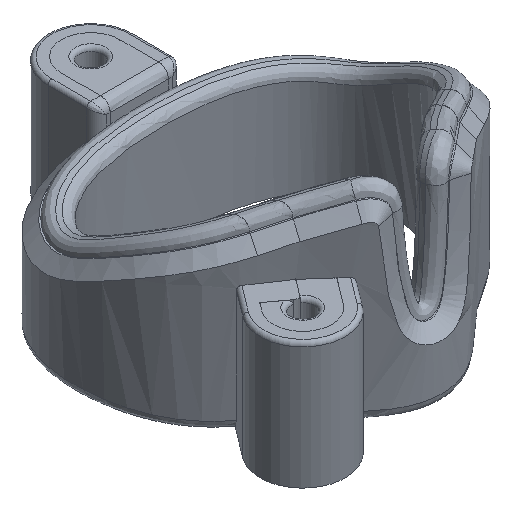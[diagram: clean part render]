
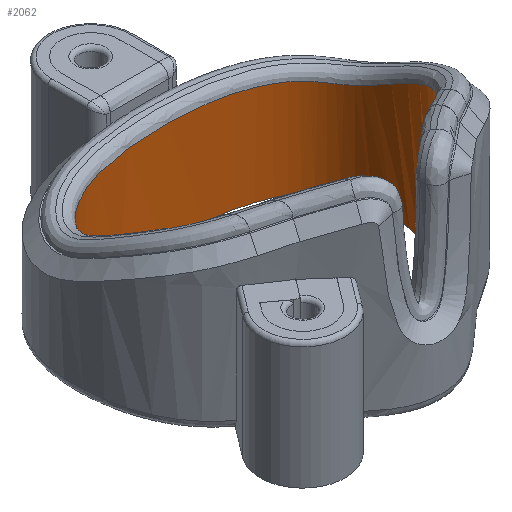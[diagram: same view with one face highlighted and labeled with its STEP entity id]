
A CAD part, isometric view. The second image highlights one B-rep face of the part: STEP entity #2062.
In plain terms, the highlighted free-form (B-spline) face has degree [3, 1] with [19, 2] control points.
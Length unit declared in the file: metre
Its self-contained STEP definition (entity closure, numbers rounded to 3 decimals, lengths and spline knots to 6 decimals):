
#259=B_SPLINE_CURVE_WITH_KNOTS('',3,(#5574,#5575,#5576,#5577,#5578,#5579,
#5580,#5581,#5582,#5583,#5584,#5585,#5586,#5587,#5588,#5589,#5590,#5591,
#5592,#5593,#5594,#5595,#5596,#5597,#5598,#5599,#5600,#5601,#5602),
 .UNSPECIFIED.,.F.,.F.,(4,1,1,1,1,1,1,1,1,1,1,1,1,1,1,1,1,1,1,1,1,1,1,1,
1,1,4),(0.,0.001871,0.003741,0.007483,0.009354,
0.011224,0.013095,0.014966,0.016836,
0.018707,0.020578,0.022449,0.02619,
0.029932,0.033673,0.037414,0.039285,
0.041156,0.043027,0.044897,0.046768,
0.048639,0.050509,0.05238,0.056122,
0.057992,0.059863),.UNSPECIFIED.);
#260=B_SPLINE_CURVE_WITH_KNOTS('',3,(#5606,#5607,#5608,#5609,#5610,#5611,
#5612,#5613,#5614,#5615,#5616,#5617,#5618),.UNSPECIFIED.,.T.,.F.,(1,3,1,
1,1,1,1,1,1,1,1,3,1),(-0.123861,0.,0.123861,0.216091,
0.308321,0.401805,0.5,0.598195,0.691679,
0.783909,0.876139,1.,1.123861),.UNSPECIFIED.);
#730=ORIENTED_EDGE('',*,*,#1156,.F.);
#731=ORIENTED_EDGE('',*,*,#1157,.T.);
#732=ORIENTED_EDGE('',*,*,#1158,.T.);
#733=ORIENTED_EDGE('',*,*,#1159,.F.);
#1156=EDGE_CURVE('',#1392,#1393,#1538,.T.);
#1157=EDGE_CURVE('',#1392,#1394,#259,.T.);
#1158=EDGE_CURVE('',#1394,#1395,#1539,.T.);
#1159=EDGE_CURVE('',#1393,#1395,#260,.T.);
#1392=VERTEX_POINT('',#5572);
#1393=VERTEX_POINT('',#5573);
#1394=VERTEX_POINT('',#5603);
#1395=VERTEX_POINT('',#5605);
#1538=LINE('',#5571,#1653);
#1539=LINE('',#5604,#1654);
#1653=VECTOR('',#2536,1.);
#1654=VECTOR('',#2537,1.);
#1770=EDGE_LOOP('',(#730,#731,#732,#733));
#1900=FACE_BOUND('',#1770,.T.);
#1973=B_SPLINE_SURFACE_WITH_KNOTS('',3,1,((#5533,#5534),(#5535,#5536),(#5537,
#5538),(#5539,#5540),(#5541,#5542),(#5543,#5544),(#5545,#5546),(#5547,#5548),
(#5549,#5550),(#5551,#5552),(#5553,#5554),(#5555,#5556),(#5557,#5558),(#5559,
#5560),(#5561,#5562),(#5563,#5564),(#5565,#5566),(#5567,#5568),(#5569,#5570)),
 .SURF_OF_LINEAR_EXTRUSION.,.F.,.F.,.F.,(4,1,1,1,1,1,1,1,1,1,1,1,1,1,1,
1,4),(2,2),(0.673805,0.714579,0.755353,0.796128,
0.836902,0.877677,0.918451,0.959226,
1.,1.040774,1.081549,1.122323,1.163098,
1.203872,1.244647,1.285421,1.326195),(0.,
1.),.UNSPECIFIED.);
#2062=ADVANCED_FACE('',(#1900),#1973,.T.);
#2536=DIRECTION('',(0.,0.,-1.));
#2537=DIRECTION('',(0.,0.,-1.));
#5533=CARTESIAN_POINT('',(0.01117,-0.005298,0.016104));
#5534=CARTESIAN_POINT('',(0.01117,-0.005298,0.));
#5535=CARTESIAN_POINT('',(0.011899,-0.004672,0.016104));
#5536=CARTESIAN_POINT('',(0.011899,-0.004672,0.));
#5537=CARTESIAN_POINT('',(0.01311,-0.003165,0.016104));
#5538=CARTESIAN_POINT('',(0.01311,-0.003165,0.));
#5539=CARTESIAN_POINT('',(0.014092,-0.000154,0.016104));
#5540=CARTESIAN_POINT('',(0.014092,-0.000154,0.));
#5541=CARTESIAN_POINT('',(0.014374,0.003124,0.016104));
#5542=CARTESIAN_POINT('',(0.014374,0.003124,0.));
#5543=CARTESIAN_POINT('',(0.013899,0.006284,0.016104));
#5544=CARTESIAN_POINT('',(0.013899,0.006284,0.));
#5545=CARTESIAN_POINT('',(0.012226,0.008917,0.016104));
#5546=CARTESIAN_POINT('',(0.012226,0.008917,0.));
#5547=CARTESIAN_POINT('',(0.009003,0.010633,0.016104));
#5548=CARTESIAN_POINT('',(0.009003,0.010633,0.));
#5549=CARTESIAN_POINT('',(0.004758,0.011568,0.016104));
#5550=CARTESIAN_POINT('',(0.004758,0.011568,0.));
#5551=CARTESIAN_POINT('',(0.,0.011838,0.016104));
#5552=CARTESIAN_POINT('',(0.,0.011838,0.));
#5553=CARTESIAN_POINT('',(-0.004758,0.011568,0.016104));
#5554=CARTESIAN_POINT('',(-0.004758,0.011568,0.));
#5555=CARTESIAN_POINT('',(-0.009003,0.010633,0.016104));
#5556=CARTESIAN_POINT('',(-0.009003,0.010633,0.));
#5557=CARTESIAN_POINT('',(-0.012226,0.008917,0.016104));
#5558=CARTESIAN_POINT('',(-0.012226,0.008917,0.));
#5559=CARTESIAN_POINT('',(-0.013899,0.006284,0.016104));
#5560=CARTESIAN_POINT('',(-0.013899,0.006284,0.));
#5561=CARTESIAN_POINT('',(-0.014374,0.003124,0.016104));
#5562=CARTESIAN_POINT('',(-0.014374,0.003124,0.));
#5563=CARTESIAN_POINT('',(-0.014092,-0.000154,0.016104));
#5564=CARTESIAN_POINT('',(-0.014092,-0.000154,0.));
#5565=CARTESIAN_POINT('',(-0.01311,-0.003165,0.016104));
#5566=CARTESIAN_POINT('',(-0.01311,-0.003165,0.));
#5567=CARTESIAN_POINT('',(-0.011899,-0.004672,0.016104));
#5568=CARTESIAN_POINT('',(-0.011899,-0.004672,0.));
#5569=CARTESIAN_POINT('',(-0.01117,-0.005298,0.016104));
#5570=CARTESIAN_POINT('',(-0.01117,-0.005298,0.));
#5571=CARTESIAN_POINT('',(0.01117,-0.005298,0.022));
#5572=CARTESIAN_POINT('',(0.01117,-0.005298,0.016008));
#5573=CARTESIAN_POINT('',(0.01117,-0.005298,0.));
#5574=CARTESIAN_POINT('',(0.01117,-0.005298,0.016008));
#5575=CARTESIAN_POINT('',(0.01162,-0.004912,0.015812));
#5576=CARTESIAN_POINT('',(0.012419,-0.004063,0.015357));
#5577=CARTESIAN_POINT('',(0.013509,-0.002114,0.014323));
#5578=CARTESIAN_POINT('',(0.01407,0.000013,0.013171));
#5579=CARTESIAN_POINT('',(0.014267,0.00213,0.01193));
#5580=CARTESIAN_POINT('',(0.014252,0.003739,0.011016));
#5581=CARTESIAN_POINT('',(0.014008,0.005406,0.010219));
#5582=CARTESIAN_POINT('',(0.013373,0.007135,0.009839));
#5583=CARTESIAN_POINT('',(0.012248,0.008635,0.009941));
#5584=CARTESIAN_POINT('',(0.010727,0.009715,0.010115));
#5585=CARTESIAN_POINT('',(0.009057,0.010464,0.010246));
#5586=CARTESIAN_POINT('',(0.006689,0.011174,0.01037));
#5587=CARTESIAN_POINT('',(0.003677,0.011641,0.010449));
#5588=CARTESIAN_POINT('',(-0.000013,0.011801,0.010475));
#5589=CARTESIAN_POINT('',(-0.003671,0.011642,0.010449));
#5590=CARTESIAN_POINT('',(-0.006709,0.011169,0.010369));
#5591=CARTESIAN_POINT('',(-0.009064,0.010462,0.010245));
#5592=CARTESIAN_POINT('',(-0.010754,0.009699,0.010112));
#5593=CARTESIAN_POINT('',(-0.012243,0.008638,0.009941));
#5594=CARTESIAN_POINT('',(-0.01338,0.007126,0.009839));
#5595=CARTESIAN_POINT('',(-0.01401,0.005396,0.010223));
#5596=CARTESIAN_POINT('',(-0.014253,0.003729,0.011021));
#5597=CARTESIAN_POINT('',(-0.014267,0.002121,0.011935));
#5598=CARTESIAN_POINT('',(-0.014068,0.000007,0.013174));
#5599=CARTESIAN_POINT('',(-0.01352,-0.002093,0.014312));
#5600=CARTESIAN_POINT('',(-0.012417,-0.004068,0.01536));
#5601=CARTESIAN_POINT('',(-0.01162,-0.004911,0.015812));
#5602=CARTESIAN_POINT('',(-0.01117,-0.005298,0.016008));
#5603=CARTESIAN_POINT('',(-0.01117,-0.005298,0.016008));
#5604=CARTESIAN_POINT('',(-0.01117,-0.005298,0.022));
#5605=CARTESIAN_POINT('',(-0.01117,-0.005298,0.));
#5606=CARTESIAN_POINT('',(0.,0.011748,0.));
#5607=CARTESIAN_POINT('',(-0.004818,0.011748,0.));
#5608=CARTESIAN_POINT('',(-0.013223,0.010295,0.));
#5609=CARTESIAN_POINT('',(-0.014819,0.002138,0.));
#5610=CARTESIAN_POINT('',(-0.01277,-0.005226,0.));
#5611=CARTESIAN_POINT('',(-0.006216,-0.007894,0.));
#5612=CARTESIAN_POINT('',(0.,-0.015876,0.));
#5613=CARTESIAN_POINT('',(0.006216,-0.007894,0.));
#5614=CARTESIAN_POINT('',(0.01277,-0.005226,0.));
#5615=CARTESIAN_POINT('',(0.014819,0.002138,0.));
#5616=CARTESIAN_POINT('',(0.013223,0.010295,0.));
#5617=CARTESIAN_POINT('',(0.004818,0.011748,0.));
#5618=CARTESIAN_POINT('',(0.,0.011748,0.));
